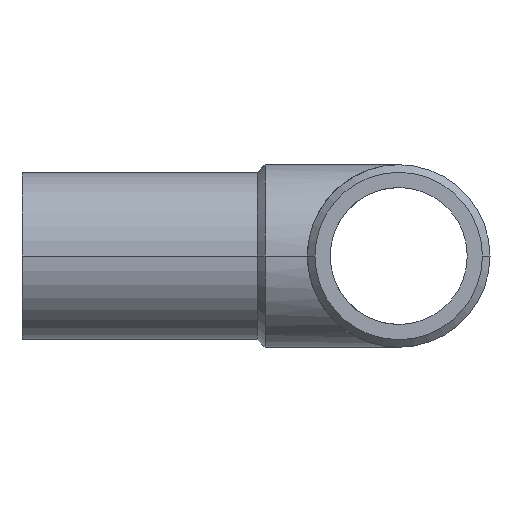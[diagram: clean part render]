
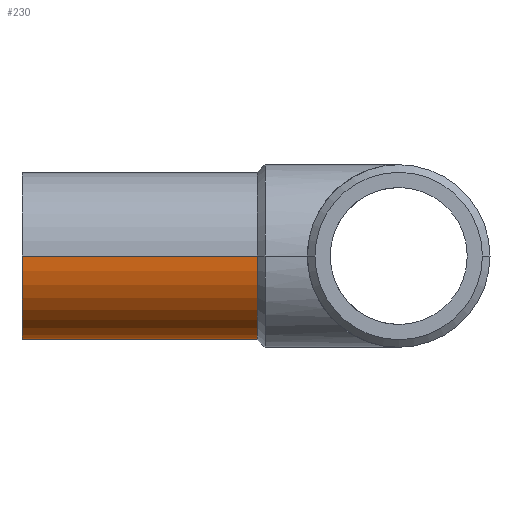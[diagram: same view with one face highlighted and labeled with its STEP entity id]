
A CAD part, left-side view. The second image highlights one B-rep face of the part: STEP entity #230.
In plain terms, the highlighted cylindrical face has radius 16 mm (diameter 32 mm), a partial arc.
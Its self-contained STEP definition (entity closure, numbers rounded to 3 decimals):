
#164 = VERTEX_POINT( '', #409 );
#172 = EDGE_CURVE( '', #164, #348, #419, .T. );
#224 = EDGE_CURVE( '', #348, #298, #475, .T. );
#230 = ADVANCED_FACE( '', ( #481 ), #482, .T. );
#292 = EDGE_CURVE( '', #300, #298, #550, .T. );
#298 = VERTEX_POINT( '', #557 );
#300 = VERTEX_POINT( '', #559 );
#346 = EDGE_CURVE( '', #300, #164, #612, .T. );
#348 = VERTEX_POINT( '', #614 );
#409 = CARTESIAN_POINT( '', ( -56., 72., 0. ) );
#419 = CIRCLE( '', #686, 16. );
#475 = LINE( '', #761, #762 );
#481 = FACE_OUTER_BOUND( '', #769, .T. );
#482 = CYLINDRICAL_SURFACE( '', #770, 16. );
#550 = CIRCLE( '', #863, 16. );
#557 = CARTESIAN_POINT( '', ( -88., 27., 0. ) );
#559 = CARTESIAN_POINT( '', ( -56., 27., 0. ) );
#612 = LINE( '', #941, #942 );
#614 = CARTESIAN_POINT( '', ( -88., 72., 0. ) );
#686 = AXIS2_PLACEMENT_3D( '', #1038, #1039, #1040 );
#761 = CARTESIAN_POINT( '', ( -88., 49.5, 0. ) );
#762 = VECTOR( '', #1096, 1. );
#769 = EDGE_LOOP( '', ( #1101, #1102, #1103, #1104 ) );
#770 = AXIS2_PLACEMENT_3D( '', #1105, #1106, #1107 );
#863 = AXIS2_PLACEMENT_3D( '', #1186, #1187, #1188 );
#941 = CARTESIAN_POINT( '', ( -56., 49.5, 0. ) );
#942 = VECTOR( '', #1270, 1. );
#1038 = CARTESIAN_POINT( '', ( -72., 72., 0. ) );
#1039 = DIRECTION( '', ( 0., 1., 0. ) );
#1040 = DIRECTION( '', ( 1., 0., 0. ) );
#1096 = DIRECTION( '', ( 0., -1., 0. ) );
#1101 = ORIENTED_EDGE( '', *, *, #346, .F. );
#1102 = ORIENTED_EDGE( '', *, *, #292, .T. );
#1103 = ORIENTED_EDGE( '', *, *, #224, .F. );
#1104 = ORIENTED_EDGE( '', *, *, #172, .F. );
#1105 = CARTESIAN_POINT( '', ( -72., 49.5, 0. ) );
#1106 = DIRECTION( '', ( 0., -1., 0. ) );
#1107 = DIRECTION( '', ( 1., 0., 0. ) );
#1186 = CARTESIAN_POINT( '', ( -72., 27., 0. ) );
#1187 = DIRECTION( '', ( 0., 1., 0. ) );
#1188 = DIRECTION( '', ( 1., 0., 0. ) );
#1270 = DIRECTION( '', ( 0., 1., 0. ) );
